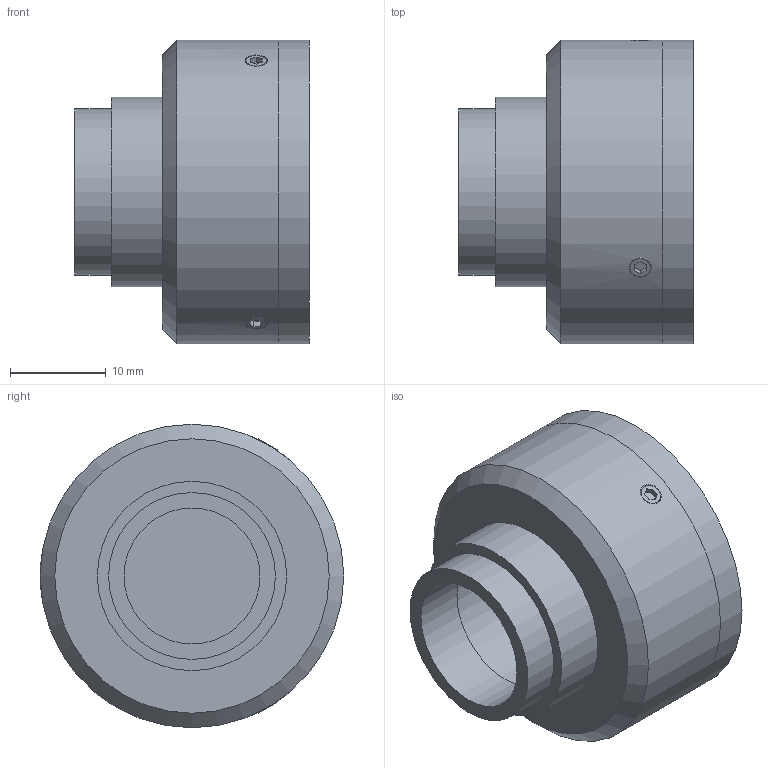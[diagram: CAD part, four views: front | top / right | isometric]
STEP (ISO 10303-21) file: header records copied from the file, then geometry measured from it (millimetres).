
FILE_DESCRIPTION((''),'2;1');
FILE_NAME('62827_0.stp','2011-02-10T07:15:26',('PODLENA'),(''),'Autodesk Inventor 2011','Autodesk Inventor 2011','');
FILE_SCHEMA(('AUTOMOTIVE_DESIGN { 1 0 10303 214 1 1 1 1 }'));
Length unit declared in the file: inch
Products named in the file (5): 62827; 60813; 60814; 60815; 7015
Assembly tree (6 placements, depth 2):
  62827
    60813
    60814
    60815
    7015  x3
Bounding box: 24.51 x 31.75 x 31.75 mm (x, y, z)
Volume: 8927.4 mm3; surface area: 8127.9 mm2
Topology: 6 solids, 6 shells, 71 faces, 145 edges, 95 vertices
Faces by surface type: plane 41, cylinder 19, cone 11
Full cylindrical faces by diameter (mm): 2.159 x3, 2.845 x3, 14.224 x1, 15.875 x1, 16.637 x1, 17.45 x1, 19.812 x1, 20 x1, 20.32 x1, 20.828 x1, 22.225 x1, 25.375 x1, 25.4 x1, 31.75 x2
Entity records: 1389 total; most frequent: CARTESIAN_POINT 374, DIRECTION 196, ORIENTED_EDGE 120, AXIS2_PLACEMENT_3D 89, EDGE_LOOP 86, EDGE_CURVE 60, VERTEX_POINT 54, FACE_OUTER_BOUND 45
